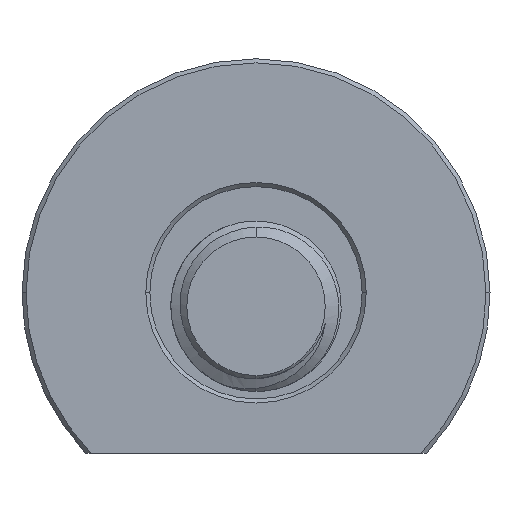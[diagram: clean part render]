
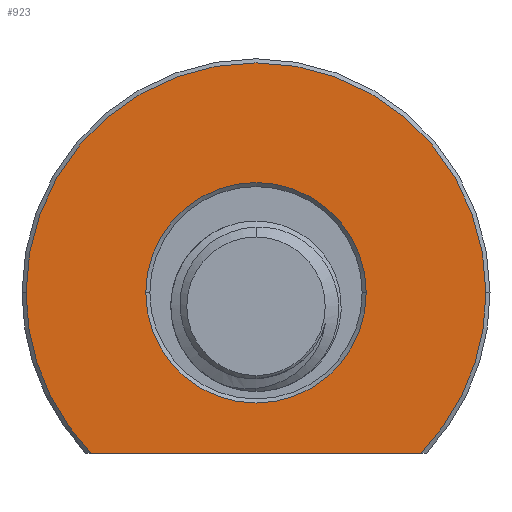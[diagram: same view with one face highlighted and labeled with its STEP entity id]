
A CAD part, front view. The second image highlights one B-rep face of the part: STEP entity #923.
In plain terms, the highlighted face is planar.
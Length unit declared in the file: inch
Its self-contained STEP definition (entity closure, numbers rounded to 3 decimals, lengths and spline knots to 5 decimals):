
#47 = CARTESIAN_POINT ( 'NONE',  ( 0.4075, 0., -0.2 ) ) ;
#215 = ORIENTED_EDGE ( 'NONE', *, *, #5099, .T. ) ;
#224 = DIRECTION ( 'NONE',  ( 0., 0., 1. ) ) ;
#433 = CARTESIAN_POINT ( 'NONE',  ( -0.60898, 0.593, -0.2 ) ) ;
#457 = EDGE_CURVE ( 'NONE', #5120, #4692, #3479, .T. ) ;
#477 = AXIS2_PLACEMENT_3D ( 'NONE', #2723, #2211, #1837 ) ;
#679 = DIRECTION ( 'NONE',  ( 0., 0., -1. ) ) ;
#811 = CIRCLE ( 'NONE', #4766, 0.85 ) ;
#909 = EDGE_CURVE ( 'NONE', #4692, #5120, #3760, .T. ) ;
#923 = ADVANCED_FACE ( 'NONE', ( #2637, #2581 ), #2160, .F. ) ;
#982 = DIRECTION ( 'NONE',  ( 0., 0., -1. ) ) ;
#1188 = AXIS2_PLACEMENT_3D ( 'NONE', #3911, #224, #1229 ) ;
#1222 = CARTESIAN_POINT ( 'NONE',  ( 0., 0., -0.2 ) ) ;
#1229 = DIRECTION ( 'NONE',  ( 1., 0., 0. ) ) ;
#1254 = EDGE_CURVE ( 'NONE', #2502, #1427, #3116, .T. ) ;
#1270 = AXIS2_PLACEMENT_3D ( 'NONE', #3067, #3451, #5195 ) ;
#1275 = VECTOR ( 'NONE', #3956, 39.37008 ) ;
#1427 = VERTEX_POINT ( 'NONE', #433 ) ;
#1566 = AXIS2_PLACEMENT_3D ( 'NONE', #1222, #679, #2441 ) ;
#1590 = DIRECTION ( 'NONE',  ( 1., 0., 0. ) ) ;
#1676 = ORIENTED_EDGE ( 'NONE', *, *, #909, .T. ) ;
#1755 = EDGE_LOOP ( 'NONE', ( #4479, #2990, #5615, #215 ) ) ;
#1768 = CIRCLE ( 'NONE', #477, 0.85 ) ;
#1808 = CARTESIAN_POINT ( 'NONE',  ( -0.4075, 0., -0.2 ) ) ;
#1837 = DIRECTION ( 'NONE',  ( 1., 0., 0. ) ) ;
#2025 = DIRECTION ( 'NONE',  ( 0., 0., 1. ) ) ;
#2160 = PLANE ( 'NONE',  #1188 ) ;
#2211 = DIRECTION ( 'NONE',  ( 0., 0., -1. ) ) ;
#2365 = EDGE_CURVE ( 'NONE', #5333, #4799, #811, .T. ) ;
#2441 = DIRECTION ( 'NONE',  ( 1., 0., 0. ) ) ;
#2502 = VERTEX_POINT ( 'NONE', #3638 ) ;
#2581 = FACE_OUTER_BOUND ( 'NONE', #1755, .T. ) ;
#2598 = CARTESIAN_POINT ( 'NONE',  ( 0.62974, 0.593, -0.2 ) ) ;
#2637 = FACE_BOUND ( 'NONE', #4421, .T. ) ;
#2651 = AXIS2_PLACEMENT_3D ( 'NONE', #4232, #2025, #1590 ) ;
#2723 = CARTESIAN_POINT ( 'NONE',  ( 0., 0., -0.2 ) ) ;
#2796 = DIRECTION ( 'NONE',  ( 1., 0., 0. ) ) ;
#2800 = CARTESIAN_POINT ( 'NONE',  ( 0.85, 0., -0.2 ) ) ;
#2990 = ORIENTED_EDGE ( 'NONE', *, *, #3521, .T. ) ;
#3067 = CARTESIAN_POINT ( 'NONE',  ( 0., 0., -0.2 ) ) ;
#3116 = LINE ( 'NONE', #2598, #1275 ) ;
#3201 = CARTESIAN_POINT ( 'NONE',  ( 0., 0., -0.2 ) ) ;
#3305 = CIRCLE ( 'NONE', #1566, 0.85 ) ;
#3451 = DIRECTION ( 'NONE',  ( 0., 0., 1. ) ) ;
#3479 = CIRCLE ( 'NONE', #2651, 0.4075 ) ;
#3521 = EDGE_CURVE ( 'NONE', #2502, #5333, #3305, .T. ) ;
#3638 = CARTESIAN_POINT ( 'NONE',  ( 0.60898, 0.593, -0.2 ) ) ;
#3670 = CARTESIAN_POINT ( 'NONE',  ( -0.85, 0., -0.2 ) ) ;
#3760 = CIRCLE ( 'NONE', #1270, 0.4075 ) ;
#3911 = CARTESIAN_POINT ( 'NONE',  ( 0., 0., -0.2 ) ) ;
#3956 = DIRECTION ( 'NONE',  ( -1., 0., 0. ) ) ;
#4232 = CARTESIAN_POINT ( 'NONE',  ( 0., 0., -0.2 ) ) ;
#4421 = EDGE_LOOP ( 'NONE', ( #1676, #5283 ) ) ;
#4479 = ORIENTED_EDGE ( 'NONE', *, *, #1254, .F. ) ;
#4692 = VERTEX_POINT ( 'NONE', #1808 ) ;
#4766 = AXIS2_PLACEMENT_3D ( 'NONE', #3201, #982, #2796 ) ;
#4799 = VERTEX_POINT ( 'NONE', #3670 ) ;
#5099 = EDGE_CURVE ( 'NONE', #4799, #1427, #1768, .T. ) ;
#5120 = VERTEX_POINT ( 'NONE', #47 ) ;
#5195 = DIRECTION ( 'NONE',  ( 1., 0., 0. ) ) ;
#5283 = ORIENTED_EDGE ( 'NONE', *, *, #457, .T. ) ;
#5333 = VERTEX_POINT ( 'NONE', #2800 ) ;
#5615 = ORIENTED_EDGE ( 'NONE', *, *, #2365, .T. ) ;
